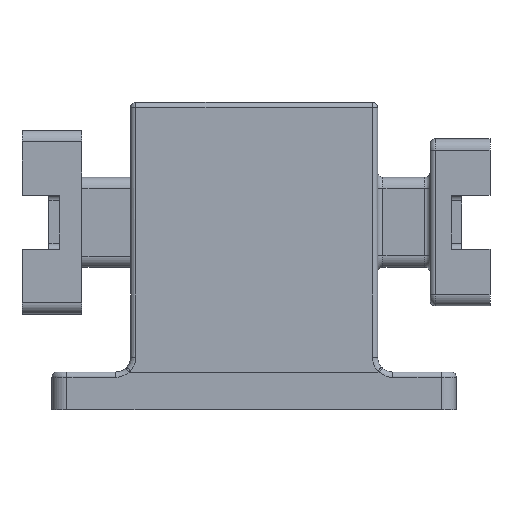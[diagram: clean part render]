
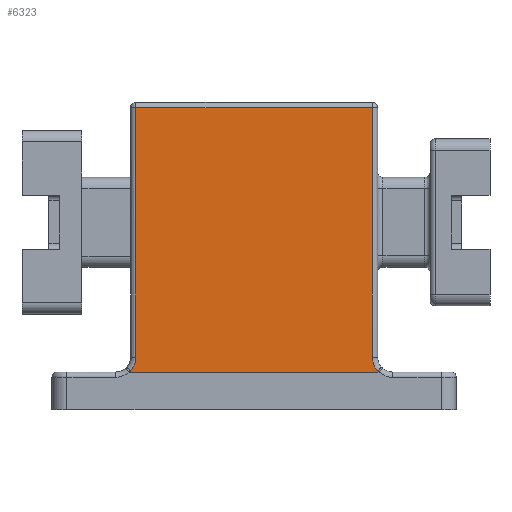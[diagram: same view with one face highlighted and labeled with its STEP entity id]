
A CAD part, front view. The second image highlights one B-rep face of the part: STEP entity #6323.
In plain terms, the highlighted planar face has unit normal (0, -1, 0).
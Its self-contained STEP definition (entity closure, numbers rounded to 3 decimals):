
#4726 = VERTEX_POINT('',#4727);
#4727 = CARTESIAN_POINT('',(15.8,-16.,7.));
#4733 = EDGE_CURVE('',#4726,#4734,#4736,.T.);
#4734 = VERTEX_POINT('',#4735);
#4735 = CARTESIAN_POINT('',(15.8,-16.,40.3));
#4736 = LINE('',#4737,#4738);
#4737 = CARTESIAN_POINT('',(15.8,-16.,7.));
#4738 = VECTOR('',#4739,1.);
#4739 = DIRECTION('',(0.,0.,1.));
#4874 = VERTEX_POINT('',#4875);
#4875 = CARTESIAN_POINT('',(-15.8,-16.,40.3));
#4886 = EDGE_CURVE('',#4874,#4734,#4887,.T.);
#4887 = LINE('',#4888,#4889);
#4888 = CARTESIAN_POINT('',(-15.8,-16.,40.3));
#4889 = VECTOR('',#4890,1.);
#4890 = DIRECTION('',(1.,0.,0.));
#4934 = VERTEX_POINT('',#4935);
#4935 = CARTESIAN_POINT('',(16.5,-16.,5.186));
#4942 = EDGE_CURVE('',#4934,#4726,#4943,.T.);
#4943 = ( BOUNDED_CURVE() B_SPLINE_CURVE(5,(#4944,#4945,#4946,#4947,
#4948,#4949),.UNSPECIFIED.,.F.,.F.) B_SPLINE_CURVE_WITH_KNOTS((6,6),(
86.093,87.566),.PIECEWISE_BEZIER_KNOTS.) CURVE() 
GEOMETRIC_REPRESENTATION_ITEM() RATIONAL_B_SPLINE_CURVE((1.,1.,1.,1.,1.,
1.)) REPRESENTATION_ITEM('') );
#4944 = CARTESIAN_POINT('',(16.5,-16.,5.186));
#4945 = CARTESIAN_POINT('',(16.233,-16.,5.481));
#4946 = CARTESIAN_POINT('',(16.02,-16.,5.825));
#4947 = CARTESIAN_POINT('',(15.873,-16.,6.204));
#4948 = CARTESIAN_POINT('',(15.8,-16.,6.602));
#4949 = CARTESIAN_POINT('',(15.8,-16.,7.));
#5106 = EDGE_CURVE('',#4874,#5107,#5109,.T.);
#5107 = VERTEX_POINT('',#5108);
#5108 = CARTESIAN_POINT('',(-15.8,-16.,7.));
#5109 = B_SPLINE_CURVE_WITH_KNOTS('',12,(#5110,#5111,#5112,#5113,#5114,
    #5115,#5116,#5117,#5118,#5119,#5120,#5121,#5122,#5123,#5124,#5125,
    #5126,#5127,#5128,#5129,#5130,#5131,#5132,#5133,#5134,#5135,#5136,
    #5137,#5138,#5139,#5140,#5141,#5142,#5143,#5144),.UNSPECIFIED.,.F.,
  .F.,(13,11,11,13),(-2.317,-2.315,-1.158,
    0.),.UNSPECIFIED.);
#5110 = CARTESIAN_POINT('',(-15.8,-16.,41.124));
#5111 = CARTESIAN_POINT('',(-15.8,-16.,41.114));
#5112 = CARTESIAN_POINT('',(-15.8,-16.,41.104));
#5113 = CARTESIAN_POINT('',(-15.8,-16.,41.094));
#5114 = CARTESIAN_POINT('',(-15.8,-16.,41.084));
#5115 = CARTESIAN_POINT('',(-15.8,-16.,41.074));
#5116 = CARTESIAN_POINT('',(-15.8,-16.,41.064));
#5117 = CARTESIAN_POINT('',(-15.8,-16.,41.054));
#5118 = CARTESIAN_POINT('',(-15.8,-16.,41.044));
#5119 = CARTESIAN_POINT('',(-15.8,-16.,41.034));
#5120 = CARTESIAN_POINT('',(-15.8,-16.,41.024));
#5121 = CARTESIAN_POINT('',(-15.8,-16.,41.014));
#5122 = CARTESIAN_POINT('',(-15.8,-16.,35.611));
#5123 = CARTESIAN_POINT('',(-15.8,-16.,30.943));
#5124 = CARTESIAN_POINT('',(-15.8,-16.,26.928));
#5125 = CARTESIAN_POINT('',(-15.8,-16.,
    23.497));
#5126 = CARTESIAN_POINT('',(-15.8,-16.,20.586));
#5127 = CARTESIAN_POINT('',(-15.8,-16.,
    18.133));
#5128 = CARTESIAN_POINT('',(-15.8,-16.,
    16.083));
#5129 = CARTESIAN_POINT('',(-15.8,-16.,
    14.382));
#5130 = CARTESIAN_POINT('',(-15.801,-16.,12.983));
#5131 = CARTESIAN_POINT('',(-15.801,-16.,
    11.841));
#5132 = CARTESIAN_POINT('',(-15.801,-16.,10.917));
#5133 = CARTESIAN_POINT('',(-15.802,-16.,
    9.429));
#5134 = CARTESIAN_POINT('',(-15.803,-16.,8.866));
#5135 = CARTESIAN_POINT('',(-15.804,-16.,
    8.45));
#5136 = CARTESIAN_POINT('',(-15.802,-16.,
    8.139));
#5137 = CARTESIAN_POINT('',(-15.813,-16.,
    7.933));
#5138 = CARTESIAN_POINT('',(-15.798,-16.,
    7.745));
#5139 = CARTESIAN_POINT('',(-15.821,-16.,
    7.651));
#5140 = CARTESIAN_POINT('',(-15.81,-16.,
    7.522));
#5141 = CARTESIAN_POINT('',(-15.805,-16.,
    7.391));
#5142 = CARTESIAN_POINT('',(-15.802,-16.,7.261));
#5143 = CARTESIAN_POINT('',(-15.8,-16.,
    7.13));
#5144 = CARTESIAN_POINT('',(-15.8,-16.,7.));
#5682 = VERTEX_POINT('',#5683);
#5683 = CARTESIAN_POINT('',(-16.5,-16.,5.186));
#5709 = EDGE_CURVE('',#5107,#5682,#5710,.T.);
#5710 = ( BOUNDED_CURVE() B_SPLINE_CURVE(5,(#5711,#5712,#5713,#5714,
#5715,#5716),.UNSPECIFIED.,.F.,.F.) B_SPLINE_CURVE_WITH_KNOTS((6,6),(
0.,1.473),.PIECEWISE_BEZIER_KNOTS.) CURVE() 
GEOMETRIC_REPRESENTATION_ITEM() RATIONAL_B_SPLINE_CURVE((1.,1.,1.,1.,1.,
1.)) REPRESENTATION_ITEM('') );
#5711 = CARTESIAN_POINT('',(-15.8,-16.,7.));
#5712 = CARTESIAN_POINT('',(-15.8,-16.,6.602));
#5713 = CARTESIAN_POINT('',(-15.873,-16.,6.204));
#5714 = CARTESIAN_POINT('',(-16.02,-16.,5.825));
#5715 = CARTESIAN_POINT('',(-16.233,-16.,5.481));
#5716 = CARTESIAN_POINT('',(-16.5,-16.,5.186));
#5823 = VERTEX_POINT('',#5824);
#5824 = CARTESIAN_POINT('',(16.5,-16.,5.));
#5830 = EDGE_CURVE('',#5831,#5823,#5833,.T.);
#5831 = VERTEX_POINT('',#5832);
#5832 = CARTESIAN_POINT('',(-16.5,-16.,5.));
#5833 = LINE('',#5834,#5835);
#5834 = CARTESIAN_POINT('',(-16.5,-16.,5.));
#5835 = VECTOR('',#5836,1.);
#5836 = DIRECTION('',(1.,0.,0.));
#6323 = ADVANCED_FACE('',(#6324),#6344,.F.);
#6324 = FACE_BOUND('',#6325,.F.);
#6325 = EDGE_LOOP('',(#6326,#6327,#6328,#6329,#6330,#6336,#6337,#6343));
#6326 = ORIENTED_EDGE('',*,*,#5106,.F.);
#6327 = ORIENTED_EDGE('',*,*,#4886,.T.);
#6328 = ORIENTED_EDGE('',*,*,#4733,.F.);
#6329 = ORIENTED_EDGE('',*,*,#4942,.F.);
#6330 = ORIENTED_EDGE('',*,*,#6331,.F.);
#6331 = EDGE_CURVE('',#5823,#4934,#6332,.T.);
#6332 = LINE('',#6333,#6334);
#6333 = CARTESIAN_POINT('',(16.5,-16.,5.));
#6334 = VECTOR('',#6335,1.);
#6335 = DIRECTION('',(0.,0.,1.));
#6336 = ORIENTED_EDGE('',*,*,#5830,.F.);
#6337 = ORIENTED_EDGE('',*,*,#6338,.T.);
#6338 = EDGE_CURVE('',#5831,#5682,#6339,.T.);
#6339 = LINE('',#6340,#6341);
#6340 = CARTESIAN_POINT('',(-16.5,-16.,5.));
#6341 = VECTOR('',#6342,1.);
#6342 = DIRECTION('',(0.,0.,1.));
#6343 = ORIENTED_EDGE('',*,*,#5709,.F.);
#6344 = PLANE('',#6345);
#6345 = AXIS2_PLACEMENT_3D('',#6346,#6347,#6348);
#6346 = CARTESIAN_POINT('',(-16.5,-16.,5.));
#6347 = DIRECTION('',(0.,1.,0.));
#6348 = DIRECTION('',(1.,0.,0.));
